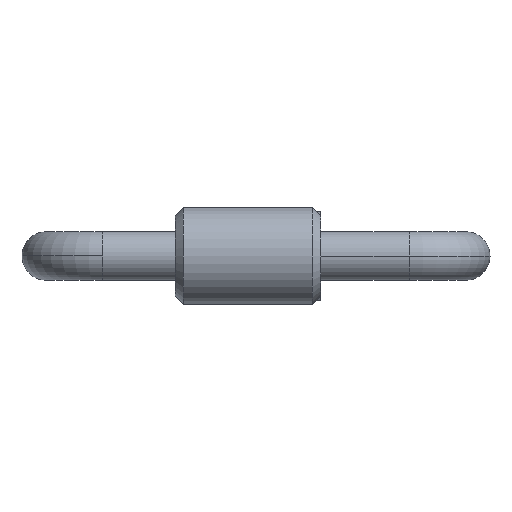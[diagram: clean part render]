
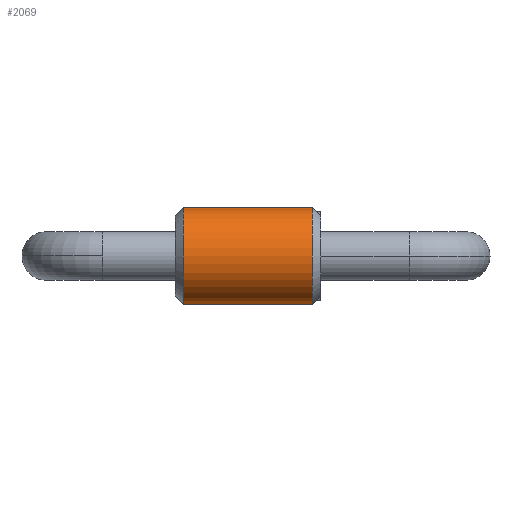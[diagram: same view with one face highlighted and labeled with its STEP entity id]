
A CAD part, left-side view. The second image highlights one B-rep face of the part: STEP entity #2069.
In plain terms, the highlighted cylindrical face has radius 6 mm (diameter 12 mm), a partial arc.
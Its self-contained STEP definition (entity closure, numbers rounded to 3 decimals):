
#32 = DIRECTION ( 'NONE',  ( 0., -1., 0. ) ) ;
#108 = VERTEX_POINT ( 'NONE', #2911 ) ;
#244 = CIRCLE ( 'NONE', #706, 6. ) ;
#381 = CARTESIAN_POINT ( 'NONE',  ( 0., 17., 6. ) ) ;
#428 = AXIS2_PLACEMENT_3D ( 'NONE', #1462, #2586, #3048 ) ;
#491 = VERTEX_POINT ( 'NONE', #1707 ) ;
#531 = ORIENTED_EDGE ( 'NONE', *, *, #702, .F. ) ;
#541 = EDGE_CURVE ( 'NONE', #491, #108, #1510, .T. ) ;
#643 = LINE ( 'NONE', #2734, #797 ) ;
#702 = EDGE_CURVE ( 'NONE', #2855, #3046, #643, .T. ) ;
#706 = AXIS2_PLACEMENT_3D ( 'NONE', #2675, #1320, #2903 ) ;
#797 = VECTOR ( 'NONE', #2295, 1000. ) ;
#860 = CIRCLE ( 'NONE', #1285, 6. ) ;
#918 = EDGE_CURVE ( 'NONE', #2855, #491, #244, .T. ) ;
#921 = CARTESIAN_POINT ( 'NONE',  ( 0., 1., 6. ) ) ;
#924 = ORIENTED_EDGE ( 'NONE', *, *, #541, .T. ) ;
#1285 = AXIS2_PLACEMENT_3D ( 'NONE', #1322, #2906, #1557 ) ;
#1320 = DIRECTION ( 'NONE',  ( 0., -1., 0. ) ) ;
#1322 = CARTESIAN_POINT ( 'NONE',  ( 0., 1., 0. ) ) ;
#1462 = CARTESIAN_POINT ( 'NONE',  ( 0., 0., 0. ) ) ;
#1484 = ORIENTED_EDGE ( 'NONE', *, *, #2205, .F. ) ;
#1510 = LINE ( 'NONE', #1751, #2190 ) ;
#1557 = DIRECTION ( 'NONE',  ( 0., 0., -1. ) ) ;
#1596 = CYLINDRICAL_SURFACE ( 'NONE', #428, 6. ) ;
#1707 = CARTESIAN_POINT ( 'NONE',  ( 0., 17., -6. ) ) ;
#1751 = CARTESIAN_POINT ( 'NONE',  ( 0., 0., -6. ) ) ;
#1888 = EDGE_LOOP ( 'NONE', ( #531, #2319, #924, #1484 ) ) ;
#2069 = ADVANCED_FACE ( 'NONE', ( #2795 ), #1596, .T. ) ;
#2190 = VECTOR ( 'NONE', #32, 1000. ) ;
#2205 = EDGE_CURVE ( 'NONE', #3046, #108, #860, .T. ) ;
#2295 = DIRECTION ( 'NONE',  ( 0., -1., 0. ) ) ;
#2319 = ORIENTED_EDGE ( 'NONE', *, *, #918, .T. ) ;
#2586 = DIRECTION ( 'NONE',  ( 0., -1., 0. ) ) ;
#2675 = CARTESIAN_POINT ( 'NONE',  ( 0., 17., 0. ) ) ;
#2734 = CARTESIAN_POINT ( 'NONE',  ( 0., 0., 6. ) ) ;
#2795 = FACE_OUTER_BOUND ( 'NONE', #1888, .T. ) ;
#2855 = VERTEX_POINT ( 'NONE', #381 ) ;
#2903 = DIRECTION ( 'NONE',  ( 0., 0., -1. ) ) ;
#2906 = DIRECTION ( 'NONE',  ( 0., -1., 0. ) ) ;
#2911 = CARTESIAN_POINT ( 'NONE',  ( 0., 1., -6. ) ) ;
#3046 = VERTEX_POINT ( 'NONE', #921 ) ;
#3048 = DIRECTION ( 'NONE',  ( 0., 0., -1. ) ) ;
